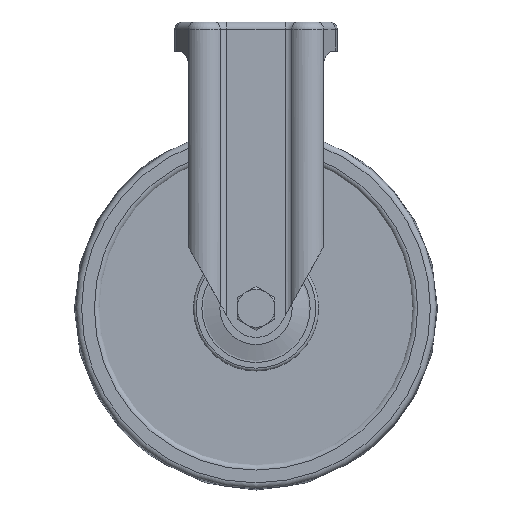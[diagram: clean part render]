
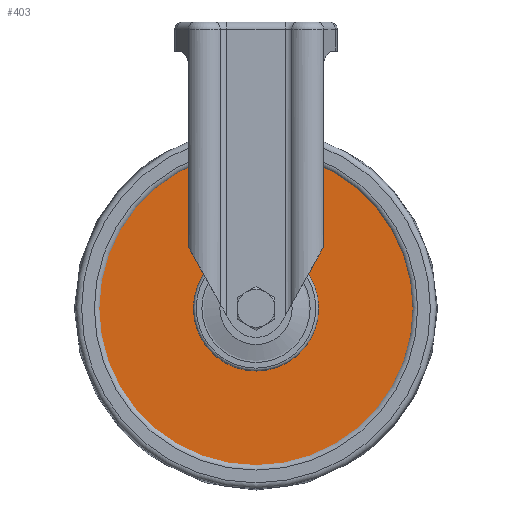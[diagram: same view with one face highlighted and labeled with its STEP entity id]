
A CAD part, top view. The second image highlights one B-rep face of the part: STEP entity #403.
In plain terms, the highlighted planar face has unit normal (0, 0, 1).
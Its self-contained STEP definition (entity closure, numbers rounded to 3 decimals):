
#403 = ADVANCED_FACE( '', ( #762, #763 ), #764, .T. );
#762 = FACE_BOUND( '', #1266, .T. );
#763 = FACE_OUTER_BOUND( '', #1267, .T. );
#764 = PLANE( '', #1268 );
#1266 = EDGE_LOOP( '', ( #2404 ) );
#1267 = EDGE_LOOP( '', ( #2405 ) );
#1268 = AXIS2_PLACEMENT_3D( '', #2406, #2407, #2408 );
#2404 = ORIENTED_EDGE( '', *, *, #3136, .T. );
#2405 = ORIENTED_EDGE( '', *, *, #3137, .F. );
#2406 = CARTESIAN_POINT( '', ( -55.62, 0., 15. ) );
#2407 = DIRECTION( '', ( 0., 0., 1. ) );
#2408 = DIRECTION( '', ( 1., 0., 0. ) );
#3136 = EDGE_CURVE( '', #3741, #3741, #3742, .T. );
#3137 = EDGE_CURVE( '', #3743, #3743, #3744, .T. );
#3741 = VERTEX_POINT( '', #4589 );
#3742 = CIRCLE( '', #4590, 19.5 );
#3743 = VERTEX_POINT( '', #4591 );
#3744 = CIRCLE( '', #4592, 55.62 );
#4589 = CARTESIAN_POINT( '', ( -19.5, 0., 15. ) );
#4590 = AXIS2_PLACEMENT_3D( '', #5573, #5574, #5575 );
#4591 = CARTESIAN_POINT( '', ( -55.62, 0., 15. ) );
#4592 = AXIS2_PLACEMENT_3D( '', #5576, #5577, #5578 );
#5573 = CARTESIAN_POINT( '', ( 0., 0., 15. ) );
#5574 = DIRECTION( '', ( 0., 0., -1. ) );
#5575 = DIRECTION( '', ( -1., 0., 0. ) );
#5576 = CARTESIAN_POINT( '', ( 0., 0., 15. ) );
#5577 = DIRECTION( '', ( 0., 0., -1. ) );
#5578 = DIRECTION( '', ( -1., 0., 0. ) );
